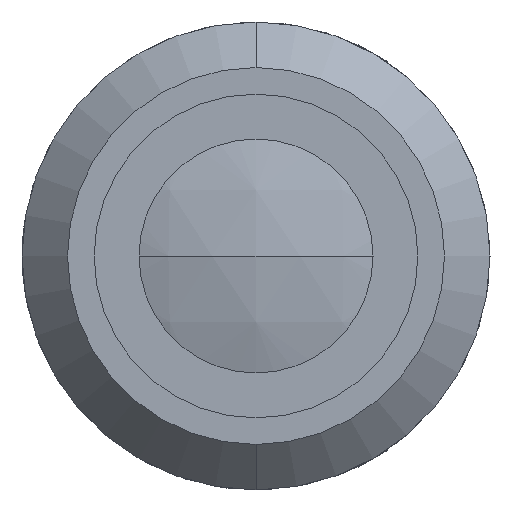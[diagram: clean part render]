
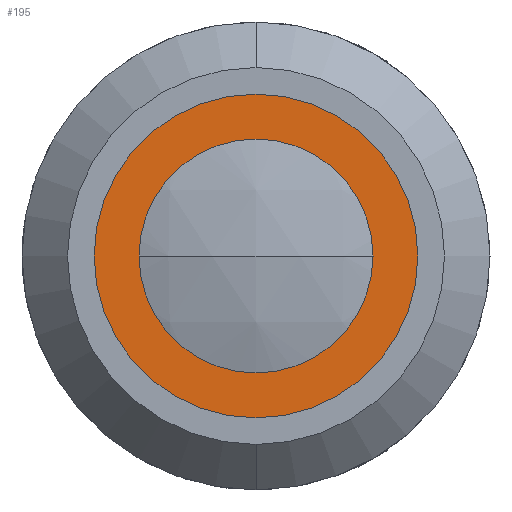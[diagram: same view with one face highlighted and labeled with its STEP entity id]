
A CAD part, left-side view. The second image highlights one B-rep face of the part: STEP entity #195.
In plain terms, the highlighted planar face has unit normal (-1, 0, 0).
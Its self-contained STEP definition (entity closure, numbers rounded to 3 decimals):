
#176 = DIRECTION ( 'NONE',  ( 1., 0., 0. ) ) ;
#195 = ADVANCED_FACE ( 'NONE', ( #4027, #534 ), #904, .F. ) ;
#402 = VERTEX_POINT ( 'NONE', #1985 ) ;
#480 = ORIENTED_EDGE ( 'NONE', *, *, #2224, .F. ) ;
#534 = FACE_OUTER_BOUND ( 'NONE', #2029, .T. ) ;
#764 = ORIENTED_EDGE ( 'NONE', *, *, #3426, .T. ) ;
#819 = DIRECTION ( 'NONE',  ( -1., 0., 0. ) ) ;
#882 = DIRECTION ( 'NONE',  ( 0., 0., -1. ) ) ;
#904 = PLANE ( 'NONE',  #3016 ) ;
#1048 = DIRECTION ( 'NONE',  ( 0., 0., 1. ) ) ;
#1188 = EDGE_CURVE ( 'NONE', #402, #3178, #3735, .T. ) ;
#1497 = CIRCLE ( 'NONE', #4125, 13.2 ) ;
#1670 = DIRECTION ( 'NONE',  ( -1., 0., 0. ) ) ;
#1901 = EDGE_CURVE ( 'NONE', #3346, #2208, #2849, .T. ) ;
#1985 = CARTESIAN_POINT ( 'NONE',  ( 3.5, 0., -9. ) ) ;
#2010 = DIRECTION ( 'NONE',  ( 0., 0., 1. ) ) ;
#2029 = EDGE_LOOP ( 'NONE', ( #3857, #764 ) ) ;
#2208 = VERTEX_POINT ( 'NONE', #2419 ) ;
#2224 = EDGE_CURVE ( 'NONE', #3178, #402, #3724, .T. ) ;
#2326 = AXIS2_PLACEMENT_3D ( 'NONE', #3500, #4210, #2820 ) ;
#2419 = CARTESIAN_POINT ( 'NONE',  ( 3.5, 0., -13.2 ) ) ;
#2566 = AXIS2_PLACEMENT_3D ( 'NONE', #2751, #3181, #1048 ) ;
#2623 = AXIS2_PLACEMENT_3D ( 'NONE', #2713, #1670, #2010 ) ;
#2713 = CARTESIAN_POINT ( 'NONE',  ( 3.5, 0., 0. ) ) ;
#2751 = CARTESIAN_POINT ( 'NONE',  ( 3.5, 0., 0. ) ) ;
#2820 = DIRECTION ( 'NONE',  ( 0., 0., 1. ) ) ;
#2849 = CIRCLE ( 'NONE', #2623, 13.2 ) ;
#2893 = CARTESIAN_POINT ( 'NONE',  ( 3.5, 0., 13.2 ) ) ;
#3016 = AXIS2_PLACEMENT_3D ( 'NONE', #3705, #176, #882 ) ;
#3056 = ORIENTED_EDGE ( 'NONE', *, *, #1188, .F. ) ;
#3178 = VERTEX_POINT ( 'NONE', #3323 ) ;
#3181 = DIRECTION ( 'NONE',  ( -1., 0., 0. ) ) ;
#3190 = CARTESIAN_POINT ( 'NONE',  ( 3.5, 0., 0. ) ) ;
#3323 = CARTESIAN_POINT ( 'NONE',  ( 3.5, 0., 9. ) ) ;
#3346 = VERTEX_POINT ( 'NONE', #2893 ) ;
#3426 = EDGE_CURVE ( 'NONE', #2208, #3346, #1497, .T. ) ;
#3500 = CARTESIAN_POINT ( 'NONE',  ( 3.5, 0., 0. ) ) ;
#3705 = CARTESIAN_POINT ( 'NONE',  ( 3.5, 13.2, 0. ) ) ;
#3724 = CIRCLE ( 'NONE', #2326, 9. ) ;
#3735 = CIRCLE ( 'NONE', #2566, 9. ) ;
#3857 = ORIENTED_EDGE ( 'NONE', *, *, #1901, .T. ) ;
#4027 = FACE_BOUND ( 'NONE', #4423, .T. ) ;
#4125 = AXIS2_PLACEMENT_3D ( 'NONE', #3190, #819, #4309 ) ;
#4210 = DIRECTION ( 'NONE',  ( -1., 0., 0. ) ) ;
#4309 = DIRECTION ( 'NONE',  ( 0., 0., 1. ) ) ;
#4423 = EDGE_LOOP ( 'NONE', ( #480, #3056 ) ) ;
